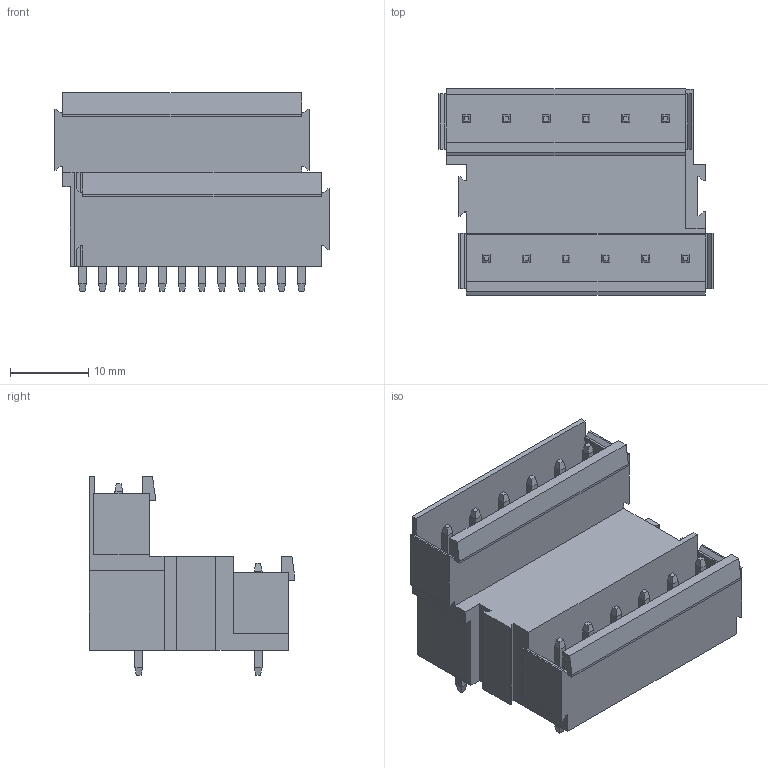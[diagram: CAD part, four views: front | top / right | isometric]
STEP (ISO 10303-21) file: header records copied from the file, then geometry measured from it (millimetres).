
FILE_DESCRIPTION(('CATIA V5 STEP Exchange','CAx-IF Rec.Pracs.--- Model Styling and Organization---1.2---2011-12-15'),'2;1');
FILE_NAME ('D1455002_0_1726780000_1726780000.stp','2018-11-10T05:31:08+00:00',('none'),('Weidmueller'),'CATIA Version 5-6 Release 2014','CATIA V5 STEP AP214','none');
FILE_SCHEMA(('AUTOMOTIVE_DESIGN { 1 0 10303 214 1 1 1 1 }'));
Length unit declared in the file: millimetre
Products named in the file (1): 1726780000
Bounding box: 35.02 x 26.28 x 25.36 mm (x, y, z)
Volume: 8957.4 mm3; surface area: 6505.5 mm2
Topology: 13 solids, 13 shells, 399 faces, 1015 edges, 642 vertices
Faces by surface type: plane 351, cylinder 48
Entity records: 10682 total; most frequent: ORIENTED_EDGE 2030, CARTESIAN_POINT 1949, DIRECTION 1309, EDGE_CURVE 1015, VECTOR 823, LINE 823, VERTEX_POINT 642, EDGE_LOOP 423
